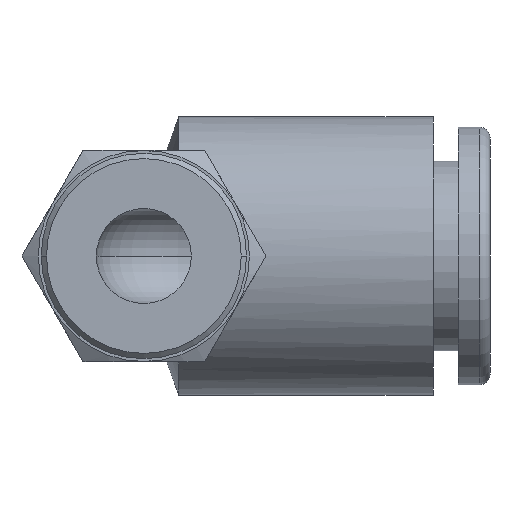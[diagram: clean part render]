
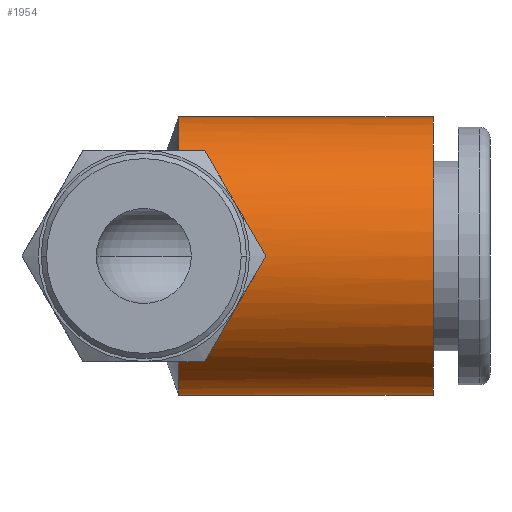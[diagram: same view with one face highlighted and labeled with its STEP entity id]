
A CAD part, front view. The second image highlights one B-rep face of the part: STEP entity #1954.
In plain terms, the highlighted cylindrical face has radius 6.6 mm (diameter 13.2 mm), a partial arc.
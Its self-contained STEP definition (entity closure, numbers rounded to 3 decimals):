
#48 = EDGE_CURVE ( 'NONE', #1930, #496, #1353, .T. ) ;
#73 = AXIS2_PLACEMENT_3D ( 'NONE', #1423, #572, #410 ) ;
#156 = CARTESIAN_POINT ( 'NONE',  ( 13.7, 0., -6.6 ) ) ;
#164 = CYLINDRICAL_SURFACE ( 'NONE', #73, 6.6 ) ;
#196 = DIRECTION ( 'NONE',  ( 1., 0., 0. ) ) ;
#198 = CARTESIAN_POINT ( 'NONE',  ( 32.368, 0., 6.6 ) ) ;
#207 = CARTESIAN_POINT ( 'NONE',  ( 5., -6.6, 0. ) ) ;
#221 = CARTESIAN_POINT ( 'NONE',  ( 2.152, -4.794, 4.543 ) ) ;
#230 = CARTESIAN_POINT ( 'NONE',  ( 2.586, -5.014, 4.308 ) ) ;
#249 = AXIS2_PLACEMENT_3D ( 'NONE', #1166, #470, #1342 ) ;
#270 = ORIENTED_EDGE ( 'NONE', *, *, #1642, .F. ) ;
#284 = CIRCLE ( 'NONE', #1421, 6.6 ) ;
#307 = ORIENTED_EDGE ( 'NONE', *, *, #685, .F. ) ;
#377 = CARTESIAN_POINT ( 'NONE',  ( 3.882, -5.798, -3.161 ) ) ;
#385 = CARTESIAN_POINT ( 'NONE',  ( 4.316, -6.098, -2.537 ) ) ;
#391 = CARTESIAN_POINT ( 'NONE',  ( 3.371, -5.468, 3.701 ) ) ;
#410 = DIRECTION ( 'NONE',  ( 0., 0., 1. ) ) ;
#425 = CARTESIAN_POINT ( 'NONE',  ( 32.368, 0., -6.6 ) ) ;
#450 = VECTOR ( 'NONE', #973, 1000. ) ;
#462 = VERTEX_POINT ( 'NONE', #653 ) ;
#470 = DIRECTION ( 'NONE',  ( 1., 0., 0. ) ) ;
#496 = VERTEX_POINT ( 'NONE', #1861 ) ;
#535 = CARTESIAN_POINT ( 'NONE',  ( 4.978, -6.583, -0.54 ) ) ;
#544 = VECTOR ( 'NONE', #1447, 1000. ) ;
#564 = EDGE_CURVE ( 'NONE', #1930, #1470, #1360, .T. ) ;
#572 = DIRECTION ( 'NONE',  ( -1., 0., 0. ) ) ;
#589 = ORIENTED_EDGE ( 'NONE', *, *, #833, .T. ) ;
#653 = CARTESIAN_POINT ( 'NONE',  ( 13.7, 0., 6.6 ) ) ;
#685 = EDGE_CURVE ( 'NONE', #740, #496, #927, .T. ) ;
#697 = CARTESIAN_POINT ( 'NONE',  ( 5., -6.6, 0. ) ) ;
#720 = CARTESIAN_POINT ( 'NONE',  ( 3.721, -5.691, -3.349 ) ) ;
#740 = VERTEX_POINT ( 'NONE', #156 ) ;
#763 = ORIENTED_EDGE ( 'NONE', *, *, #48, .T. ) ;
#771 = CARTESIAN_POINT ( 'NONE',  ( 1.662, -4.618, -4.716 ) ) ;
#833 = EDGE_CURVE ( 'NONE', #1055, #1318, #1414, .T. ) ;
#855 = CARTESIAN_POINT ( 'NONE',  ( 4.977, -6.583, 0.546 ) ) ;
#902 = CARTESIAN_POINT ( 'NONE',  ( 1.662, 0., 0. ) ) ;
#924 = CARTESIAN_POINT ( 'NONE',  ( 1.662, -4.618, -4.716 ) ) ;
#927 = LINE ( 'NONE', #425, #450 ) ;
#973 = DIRECTION ( 'NONE',  ( -1., 0., 0. ) ) ;
#1029 = AXIS2_PLACEMENT_3D ( 'NONE', #902, #2074, #1856 ) ;
#1045 = B_SPLINE_CURVE_WITH_KNOTS ( 'NONE', 3,
 ( #1052, #1692, #855, #1435, #1890, #2012, #1440, #1626, #1446, #391, #1283, #230, #221, #1067 ),
 .UNSPECIFIED., .F., .F.,
 ( 4, 2, 2, 2, 2, 2, 4 ),
 ( 0.006, 0.007, 0.008, 0.01, 0.011, 0.011, 0.013 ),
 .UNSPECIFIED. ) ;
#1052 = CARTESIAN_POINT ( 'NONE',  ( 5., -6.6, 0. ) ) ;
#1055 = VERTEX_POINT ( 'NONE', #2016 ) ;
#1067 = CARTESIAN_POINT ( 'NONE',  ( 1.662, -4.618, 4.716 ) ) ;
#1166 = CARTESIAN_POINT ( 'NONE',  ( 1.662, 0., 0. ) ) ;
#1210 = EDGE_LOOP ( 'NONE', ( #307, #1516, #1925, #589, #270, #2078, #763 ) ) ;
#1231 = CARTESIAN_POINT ( 'NONE',  ( 5., -6.6, -0.272 ) ) ;
#1250 = DIRECTION ( 'NONE',  ( 0., 0., -1. ) ) ;
#1256 = CARTESIAN_POINT ( 'NONE',  ( 4.657, -6.344, -1.838 ) ) ;
#1283 = CARTESIAN_POINT ( 'NONE',  ( 3.183, -5.354, 3.864 ) ) ;
#1305 = CARTESIAN_POINT ( 'NONE',  ( 4.555, -6.269, -2.078 ) ) ;
#1318 = VERTEX_POINT ( 'NONE', #1976 ) ;
#1342 = DIRECTION ( 'NONE',  ( 0., 0., -1. ) ) ;
#1353 = CIRCLE ( 'NONE', #1029, 6.6 ) ;
#1360 = B_SPLINE_CURVE_WITH_KNOTS ( 'NONE', 3,
 ( #924, #1699, #2029, #1896, #1413, #720, #377, #1648, #385, #1305, #1256, #1589, #2247, #535, #1231, #207 ),
 .UNSPECIFIED., .F., .F.,
 ( 4, 2, 2, 2, 2, 2, 2, 4 ),
 ( 0., 0.002, 0.002, 0.003, 0.004, 0.005, 0.006, 0.006 ),
 .UNSPECIFIED. ) ;
#1413 = CARTESIAN_POINT ( 'NONE',  ( 3.372, -5.469, -3.7 ) ) ;
#1414 = CIRCLE ( 'NONE', #249, 6.6 ) ;
#1421 = AXIS2_PLACEMENT_3D ( 'NONE', #1587, #196, #1250 ) ;
#1423 = CARTESIAN_POINT ( 'NONE',  ( 32.368, 0., 0. ) ) ;
#1435 = CARTESIAN_POINT ( 'NONE',  ( 4.89, -6.517, 1.076 ) ) ;
#1440 = CARTESIAN_POINT ( 'NONE',  ( 4.33, -6.104, 2.551 ) ) ;
#1446 = CARTESIAN_POINT ( 'NONE',  ( 3.719, -5.69, 3.351 ) ) ;
#1447 = DIRECTION ( 'NONE',  ( -1., 0., 0. ) ) ;
#1470 = VERTEX_POINT ( 'NONE', #697 ) ;
#1516 = ORIENTED_EDGE ( 'NONE', *, *, #1524, .F. ) ;
#1524 = EDGE_CURVE ( 'NONE', #462, #740, #284, .T. ) ;
#1552 = FACE_OUTER_BOUND ( 'NONE', #1210, .T. ) ;
#1587 = CARTESIAN_POINT ( 'NONE',  ( 13.7, 0., 0. ) ) ;
#1589 = CARTESIAN_POINT ( 'NONE',  ( 4.825, -6.468, -1.337 ) ) ;
#1626 = CARTESIAN_POINT ( 'NONE',  ( 3.881, -5.798, 3.162 ) ) ;
#1642 = EDGE_CURVE ( 'NONE', #1470, #1318, #1045, .T. ) ;
#1648 = CARTESIAN_POINT ( 'NONE',  ( 4.179, -6.001, -2.756 ) ) ;
#1674 = LINE ( 'NONE', #198, #544 ) ;
#1692 = CARTESIAN_POINT ( 'NONE',  ( 5., -6.6, 0.271 ) ) ;
#1699 = CARTESIAN_POINT ( 'NONE',  ( 2.153, -4.794, -4.543 ) ) ;
#1856 = DIRECTION ( 'NONE',  ( 0., 0., -1. ) ) ;
#1861 = CARTESIAN_POINT ( 'NONE',  ( 1.662, 0., -6.6 ) ) ;
#1890 = CARTESIAN_POINT ( 'NONE',  ( 4.826, -6.469, 1.335 ) ) ;
#1896 = CARTESIAN_POINT ( 'NONE',  ( 3.183, -5.354, -3.864 ) ) ;
#1925 = ORIENTED_EDGE ( 'NONE', *, *, #2125, .T. ) ;
#1930 = VERTEX_POINT ( 'NONE', #771 ) ;
#1954 = ADVANCED_FACE ( 'NONE', ( #1552 ), #164, .T. ) ;
#1976 = CARTESIAN_POINT ( 'NONE',  ( 1.662, -4.618, 4.716 ) ) ;
#2012 = CARTESIAN_POINT ( 'NONE',  ( 4.573, -6.281, 2.091 ) ) ;
#2016 = CARTESIAN_POINT ( 'NONE',  ( 1.662, 0., 6.6 ) ) ;
#2029 = CARTESIAN_POINT ( 'NONE',  ( 2.587, -5.015, -4.307 ) ) ;
#2074 = DIRECTION ( 'NONE',  ( 1., 0., 0. ) ) ;
#2078 = ORIENTED_EDGE ( 'NONE', *, *, #564, .F. ) ;
#2125 = EDGE_CURVE ( 'NONE', #462, #1055, #1674, .T. ) ;
#2247 = CARTESIAN_POINT ( 'NONE',  ( 4.891, -6.518, -1.072 ) ) ;
